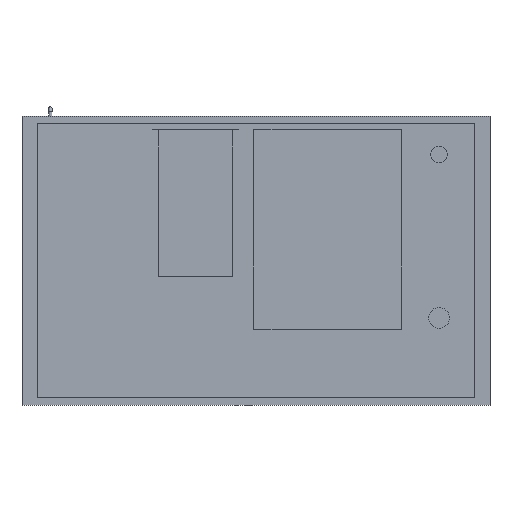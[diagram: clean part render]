
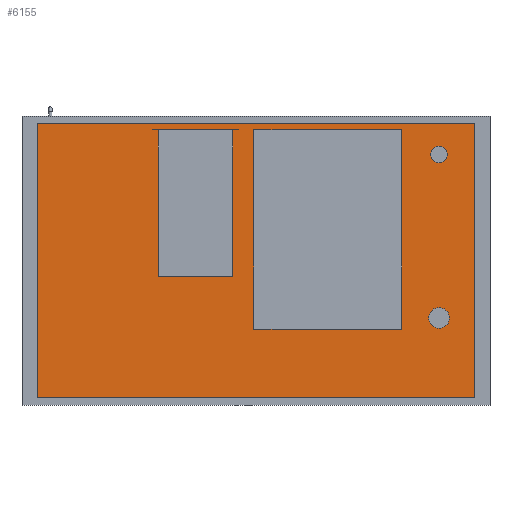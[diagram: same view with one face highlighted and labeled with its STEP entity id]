
A CAD part, front view. The second image highlights one B-rep face of the part: STEP entity #6155.
In plain terms, the highlighted planar face has unit normal (0, -1, 0).
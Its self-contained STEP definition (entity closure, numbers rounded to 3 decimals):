
#55=FACE_BOUND('',#696,.T.);
#56=FACE_BOUND('',#697,.T.);
#71=CIRCLE('',#6577,20.);
#73=CIRCLE('',#6581,25.);
#319=FACE_OUTER_BOUND('',#695,.T.);
#695=EDGE_LOOP('',(#4126,#4127,#4128,#4129));
#696=EDGE_LOOP('',(#4130));
#697=EDGE_LOOP('',(#4131));
#1093=LINE('',#8924,#1846);
#1096=LINE('',#8930,#1849);
#1099=LINE('',#8936,#1852);
#1102=LINE('',#8940,#1855);
#1846=VECTOR('',#7148,10.);
#1849=VECTOR('',#7153,10.);
#1852=VECTOR('',#7158,10.);
#1855=VECTOR('',#7163,10.);
#2580=VERTEX_POINT('',#8881);
#2582=VERTEX_POINT('',#8888);
#2593=VERTEX_POINT('',#8921);
#2594=VERTEX_POINT('',#8923);
#2596=VERTEX_POINT('',#8929);
#2598=VERTEX_POINT('',#8935);
#3175=EDGE_CURVE('',#2580,#2580,#71,.T.);
#3178=EDGE_CURVE('',#2582,#2582,#73,.T.);
#3193=EDGE_CURVE('',#2594,#2593,#1093,.T.);
#3196=EDGE_CURVE('',#2596,#2594,#1096,.T.);
#3199=EDGE_CURVE('',#2598,#2596,#1099,.T.);
#3202=EDGE_CURVE('',#2593,#2598,#1102,.T.);
#4126=ORIENTED_EDGE('',*,*,#3202,.T.);
#4127=ORIENTED_EDGE('',*,*,#3199,.T.);
#4128=ORIENTED_EDGE('',*,*,#3196,.T.);
#4129=ORIENTED_EDGE('',*,*,#3193,.T.);
#4130=ORIENTED_EDGE('',*,*,#3175,.T.);
#4131=ORIENTED_EDGE('',*,*,#3178,.T.);
#5840=PLANE('',#6593);
#6155=ADVANCED_FACE('',(#319,#55,#56),#5840,.T.);
#6577=AXIS2_PLACEMENT_3D('',#8883,#7109,#7110);
#6581=AXIS2_PLACEMENT_3D('',#8890,#7118,#7119);
#6593=AXIS2_PLACEMENT_3D('',#8942,#7166,#7167);
#7109=DIRECTION('center_axis',(0.,1.,0.));
#7110=DIRECTION('ref_axis',(1.,0.,0.));
#7118=DIRECTION('center_axis',(0.,1.,0.));
#7119=DIRECTION('ref_axis',(1.,0.,0.));
#7148=DIRECTION('',(-1.,0.,0.));
#7153=DIRECTION('',(0.,0.,1.));
#7158=DIRECTION('',(1.,0.,0.));
#7163=DIRECTION('',(0.,0.,-1.));
#7166=DIRECTION('center_axis',(0.,-1.,0.));
#7167=DIRECTION('ref_axis',(0.,0.,-1.));
#8881=CARTESIAN_POINT('',(420.,-370.,255.));
#8883=CARTESIAN_POINT('Origin',(440.,-370.,255.));
#8888=CARTESIAN_POINT('',(415.,-370.,-138.));
#8890=CARTESIAN_POINT('Origin',(440.,-370.,-138.));
#8921=CARTESIAN_POINT('',(-525.,-370.,330.));
#8923=CARTESIAN_POINT('',(525.,-370.,330.));
#8924=CARTESIAN_POINT('',(-525.,-370.,330.));
#8929=CARTESIAN_POINT('',(525.,-370.,-330.));
#8930=CARTESIAN_POINT('',(525.,-370.,330.));
#8935=CARTESIAN_POINT('',(-525.,-370.,-330.));
#8936=CARTESIAN_POINT('',(525.,-370.,-330.));
#8940=CARTESIAN_POINT('',(-525.,-370.,-330.));
#8942=CARTESIAN_POINT('Origin',(0.,-370.,0.));
